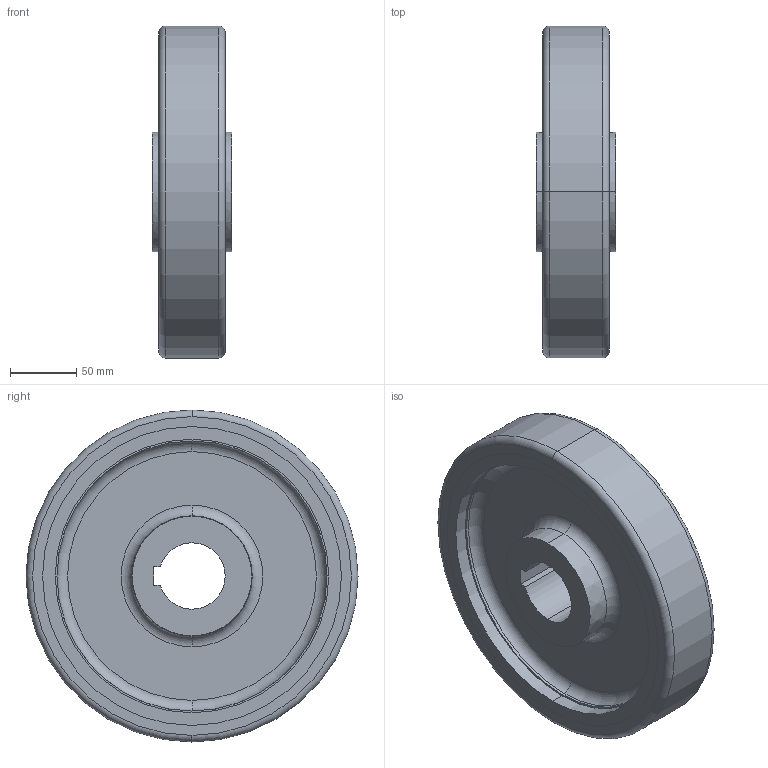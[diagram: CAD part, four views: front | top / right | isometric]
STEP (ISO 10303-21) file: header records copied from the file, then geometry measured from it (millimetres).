
FILE_DESCRIPTION (( 'STEP AP214' ), '1' );
FILE_NAME ('0017651.step', '2021-02-24T11:25:28', ( '' ), ( '' ), 'SwSTEP 2.0', 'SolidWorks 2020', '' );
FILE_SCHEMA (( 'AUTOMOTIVE_DESIGN' ));
Length unit declared in the file: millimetre
Products named in the file (1): 0017651
Bounding box: 60 x 250 x 250 mm (x, y, z)
Volume: 1362963 mm3; surface area: 243882.5 mm2
Topology: 2 solids, 2 shells, 43 faces, 90 edges, 56 vertices
Faces by surface type: torus 12, plane 12, cylinder 11, cone 8
Entity records: 1331 total; most frequent: DIRECTION 240, CARTESIAN_POINT 190, ORIENTED_EDGE 180, AXIS2_PLACEMENT_3D 106, EDGE_CURVE 90, CIRCLE 62, VERTEX_POINT 56, EDGE_LOOP 52
